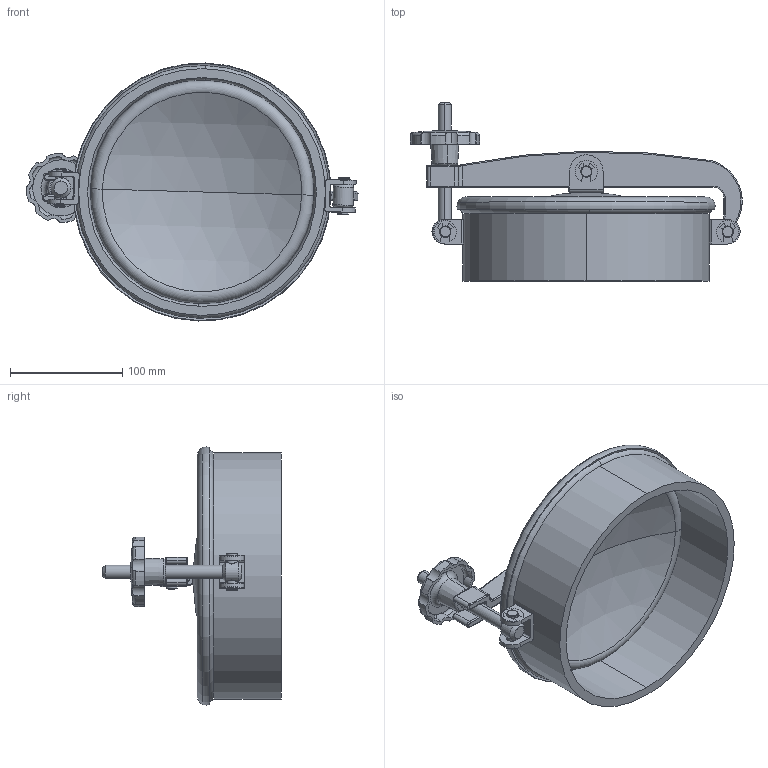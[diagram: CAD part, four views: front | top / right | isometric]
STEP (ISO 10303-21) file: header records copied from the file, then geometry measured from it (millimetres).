
FILE_DESCRIPTION (( 'STEP AP203' ), '1' );
FILE_NAME ('porte complete p33-114.STEP', '2009-01-06T13:44:36', ( 'BE' ), ( 'BOYER SA' ), 'SwSTEP 2.0', 'SolidWorks 2008', '' );
FILE_SCHEMA (( 'CONFIG_CONTROL_DESIGN' ));
Length unit declared in the file: millimetre
Products named in the file (12): BRAC 4L MB K 114 (0730100027)_Défaut; AXE 4L BR D10 32 39 (0650100012)_Défaut; AXE 4L BR D10 16 23 (0650100008)_Défaut; GU12 6L BR WD 102 75 115 (0610100048)_Défaut; VOL 39 CB OD114 61 12 (0750100020)_Défaut; CLIP 6L PO D10 50650300002起D嶨aut; porte complete p33-114; joint pour p33-114_Défaut; PROT 6L BR P  02 204 (0710100083)_Défaut; U2 6L BR U102  09 35 30 (0640100008)_Défaut; CARO 6L PO SP 08 204 60 (0720100109)_Défaut; U4  4L BR U102    21  26  22 (0640800003)_Défaut
Assembly tree (18 placements, depth 2):
  porte complete p33-114
    joint pour p33-114_Défaut
    CLIP 6L PO D10 50650300002起D嶨aut  x6
    GU12 6L BR WD 102 75 115 (0610100048)_Défaut
    BRAC 4L MB K 114 (0730100027)_Défaut
    U4  4L BR U102    21  26  22 (0640800003)_Défaut  x2
    AXE 4L BR D10 32 39 (0650100012)_Défaut  x2
    VOL 39 CB OD114 61 12 (0750100020)_Défaut
    AXE 4L BR D10 16 23 (0650100008)_Défaut
    U2 6L BR U102  09 35 30 (0640100008)_Défaut
    PROT 6L BR P  02 204 (0710100083)_Défaut
    CARO 6L PO SP 08 204 60 (0720100109)_Défaut
Bounding box: 295.98 x 159 x 230.09 mm (x, y, z)
Volume: 654272.7 mm3; surface area: 292205.3 mm2
Topology: 18 solids, 18 shells, 445 faces, 1074 edges, 669 vertices
Faces by surface type: cylinder 210, plane 112, torus 83, cone 17, bspline 15, sphere 8
Entity records: 12217 total; most frequent: CARTESIAN_POINT 3211, DIRECTION 1728, ORIENTED_EDGE 1514, EDGE_CURVE 757, AXIS2_PLACEMENT_3D 740, VERTEX_POINT 463, CIRCLE 412, EDGE_LOOP 348
